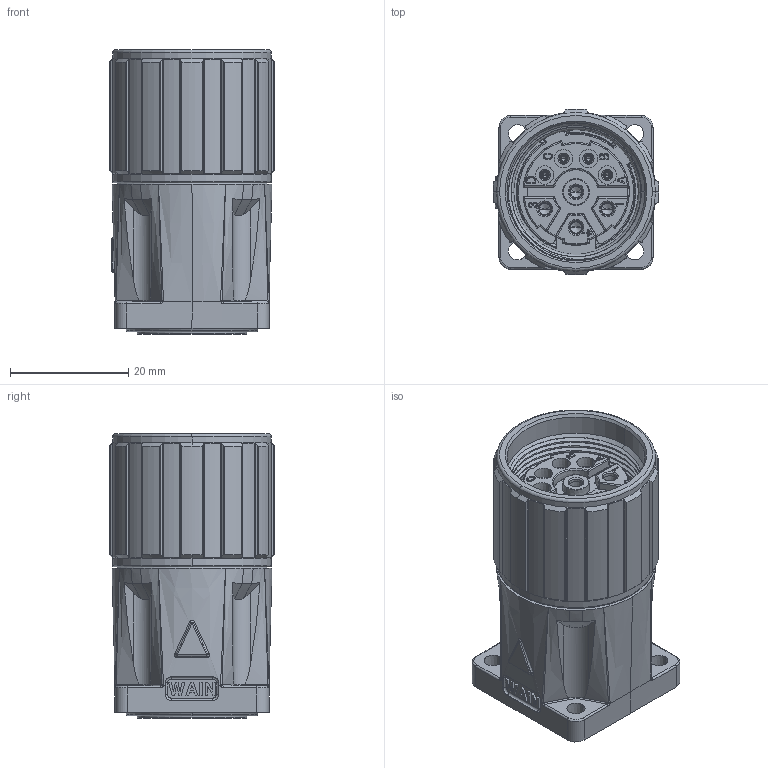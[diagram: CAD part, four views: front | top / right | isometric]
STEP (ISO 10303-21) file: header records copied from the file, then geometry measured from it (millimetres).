
FILE_DESCRIPTION((''),'2;1');
FILE_NAME('M23-FCXX-BK28_SW0003','2021-09-30T',('gy.ye'),(''),'PRO/ENGINEER BY PARAMETRIC TECHNOLOGY CORPORATION, 2012480','PRO/ENGINEER BY PARAMETRIC TECHNOLOGY CORPORATION, 2012480','');
FILE_SCHEMA(('CONFIG_CONTROL_DESIGN'));
Products named in the file (1): M23-FCXX-BK28_SW0003
Bounding box: 28 x 27.98 x 48.05 mm (x, y, z)
Volume: 20857 mm3; surface area: 20299.3 mm2
Topology: 6 solids, 13 shells, 2117 faces, 5792 edges, 3631 vertices
Faces by surface type: plane 581, cone 581, cylinder 415, bspline 251, torus 179, extrusion 72, sphere 38
Entity records: 110037 total; most frequent: CARTESIAN_POINT 47843, ORIENTED_EDGE 11532, DIRECTION 9222, EDGE_CURVE 5766, AXIS2_PLACEMENT_3D 3711, VERTEX_POINT 3631, EDGE_LOOP 2231, B_SPLINE_CURVE_WITH_KNOTS 2193
